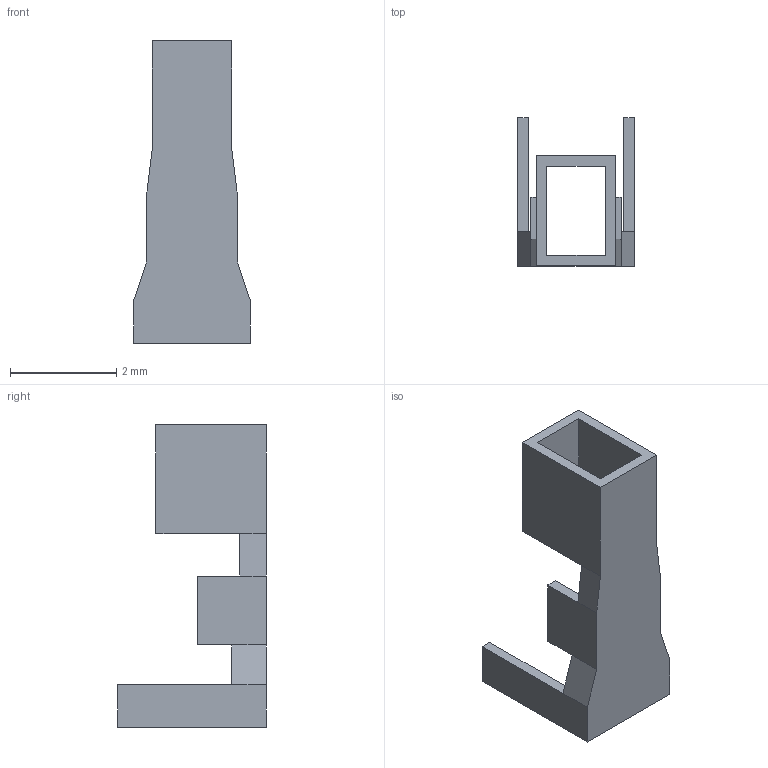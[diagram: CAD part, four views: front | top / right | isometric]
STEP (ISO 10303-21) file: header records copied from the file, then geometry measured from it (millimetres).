
FILE_DESCRIPTION (( 'STEP AP214' ), '1' );
FILE_NAME ('SPH-002T-P0.5S.STEP', '2013-09-10T06:34:02', ( ' ' ), ( ' ' ), 'SwSTEP 2.0', 'SolidWorks 2005235', '' );
FILE_SCHEMA (( 'AUTOMOTIVE_DESIGN' ));
Length unit declared in the file: millimetre
Products named in the file (1): SPH-002T-P0.5S
Bounding box: 2.2 x 2.8 x 5.7 mm (x, y, z)
Volume: 5.6 mm3; surface area: 62.5 mm2
Topology: 1 solids, 1 shells, 41 faces, 104 edges, 64 vertices
Faces by surface type: plane 41
Entity records: 1217 total; most frequent: CARTESIAN_POINT 210, ORIENTED_EDGE 208, DIRECTION 188, EDGE_CURVE 104, VECTOR 104, LINE 104, VERTEX_POINT 64, EDGE_LOOP 42
